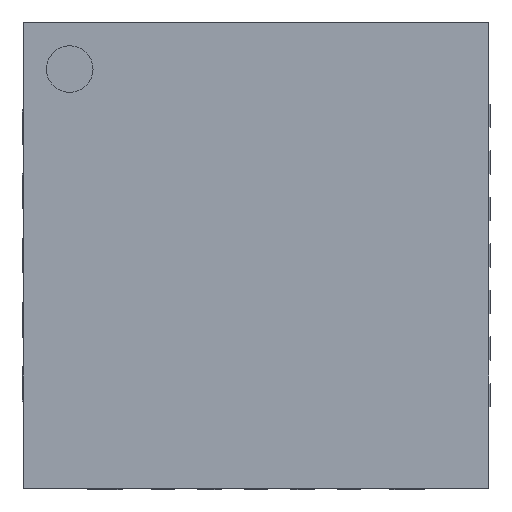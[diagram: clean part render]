
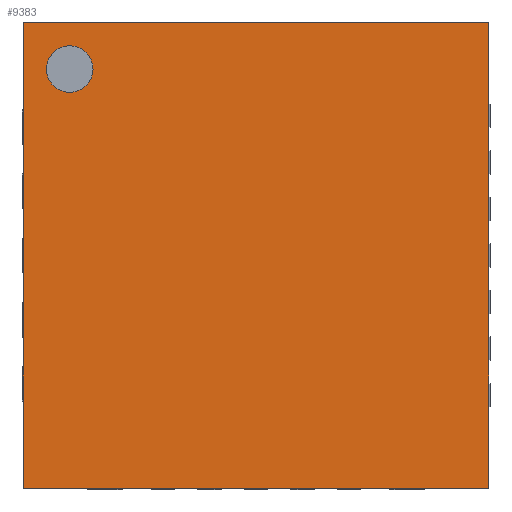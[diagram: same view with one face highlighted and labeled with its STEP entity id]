
A CAD part, top view. The second image highlights one B-rep face of the part: STEP entity #9383.
In plain terms, the highlighted planar face has unit normal (0, 0, 1).
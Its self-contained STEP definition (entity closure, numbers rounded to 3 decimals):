
#9096 = VERTEX_POINT('',#9097);
#9097 = CARTESIAN_POINT('',(-2.,2.,0.9));
#9104 = PLANE('',#9105);
#9105 = AXIS2_PLACEMENT_3D('',#9106,#9107,#9108);
#9106 = CARTESIAN_POINT('',(-2.,2.,0.));
#9107 = DIRECTION('',(0.,1.,0.));
#9108 = DIRECTION('',(1.,0.,0.));
#9116 = PLANE('',#9117);
#9117 = AXIS2_PLACEMENT_3D('',#9118,#9119,#9120);
#9118 = CARTESIAN_POINT('',(-2.,-2.,0.));
#9119 = DIRECTION('',(-1.,0.,0.));
#9120 = DIRECTION('',(0.,1.,0.));
#9128 = EDGE_CURVE('',#9096,#9129,#9131,.T.);
#9129 = VERTEX_POINT('',#9130);
#9130 = CARTESIAN_POINT('',(2.,2.,0.9));
#9131 = SURFACE_CURVE('',#9132,(#9136,#9143),.PCURVE_S1.);
#9132 = LINE('',#9133,#9134);
#9133 = CARTESIAN_POINT('',(-2.,2.,0.9));
#9134 = VECTOR('',#9135,1.);
#9135 = DIRECTION('',(1.,0.,0.));
#9136 = PCURVE('',#9104,#9137);
#9137 = DEFINITIONAL_REPRESENTATION('',(#9138),#9142);
#9138 = LINE('',#9139,#9140);
#9139 = CARTESIAN_POINT('',(0.,-0.9));
#9140 = VECTOR('',#9141,1.);
#9141 = DIRECTION('',(1.,0.));
#9142 = ( GEOMETRIC_REPRESENTATION_CONTEXT(2) 
PARAMETRIC_REPRESENTATION_CONTEXT() REPRESENTATION_CONTEXT('2D SPACE',''
  ) );
#9143 = PCURVE('',#9144,#9149);
#9144 = PLANE('',#9145);
#9145 = AXIS2_PLACEMENT_3D('',#9146,#9147,#9148);
#9146 = CARTESIAN_POINT('',(0.,0.,0.9));
#9147 = DIRECTION('',(-0.,-0.,-1.));
#9148 = DIRECTION('',(-1.,0.,0.));
#9149 = DEFINITIONAL_REPRESENTATION('',(#9150),#9154);
#9150 = LINE('',#9151,#9152);
#9151 = CARTESIAN_POINT('',(2.,2.));
#9152 = VECTOR('',#9153,1.);
#9153 = DIRECTION('',(-1.,0.));
#9154 = ( GEOMETRIC_REPRESENTATION_CONTEXT(2) 
PARAMETRIC_REPRESENTATION_CONTEXT() REPRESENTATION_CONTEXT('2D SPACE',''
  ) );
#9172 = PLANE('',#9173);
#9173 = AXIS2_PLACEMENT_3D('',#9174,#9175,#9176);
#9174 = CARTESIAN_POINT('',(2.,2.,0.));
#9175 = DIRECTION('',(1.,0.,0.));
#9176 = DIRECTION('',(0.,-1.,0.));
#9216 = VERTEX_POINT('',#9217);
#9217 = CARTESIAN_POINT('',(-2.,-2.,0.9));
#9231 = PLANE('',#9232);
#9232 = AXIS2_PLACEMENT_3D('',#9233,#9234,#9235);
#9233 = CARTESIAN_POINT('',(2.,-2.,0.));
#9234 = DIRECTION('',(0.,-1.,0.));
#9235 = DIRECTION('',(-1.,0.,0.));
#9243 = EDGE_CURVE('',#9216,#9096,#9244,.T.);
#9244 = SURFACE_CURVE('',#9245,(#9249,#9256),.PCURVE_S1.);
#9245 = LINE('',#9246,#9247);
#9246 = CARTESIAN_POINT('',(-2.,-2.,0.9));
#9247 = VECTOR('',#9248,1.);
#9248 = DIRECTION('',(0.,1.,0.));
#9249 = PCURVE('',#9116,#9250);
#9250 = DEFINITIONAL_REPRESENTATION('',(#9251),#9255);
#9251 = LINE('',#9252,#9253);
#9252 = CARTESIAN_POINT('',(0.,-0.9));
#9253 = VECTOR('',#9254,1.);
#9254 = DIRECTION('',(1.,0.));
#9255 = ( GEOMETRIC_REPRESENTATION_CONTEXT(2) 
PARAMETRIC_REPRESENTATION_CONTEXT() REPRESENTATION_CONTEXT('2D SPACE',''
  ) );
#9256 = PCURVE('',#9144,#9257);
#9257 = DEFINITIONAL_REPRESENTATION('',(#9258),#9262);
#9258 = LINE('',#9259,#9260);
#9259 = CARTESIAN_POINT('',(2.,-2.));
#9260 = VECTOR('',#9261,1.);
#9261 = DIRECTION('',(0.,1.));
#9262 = ( GEOMETRIC_REPRESENTATION_CONTEXT(2) 
PARAMETRIC_REPRESENTATION_CONTEXT() REPRESENTATION_CONTEXT('2D SPACE',''
  ) );
#9290 = EDGE_CURVE('',#9129,#9291,#9293,.T.);
#9291 = VERTEX_POINT('',#9292);
#9292 = CARTESIAN_POINT('',(2.,-2.,0.9));
#9293 = SURFACE_CURVE('',#9294,(#9298,#9305),.PCURVE_S1.);
#9294 = LINE('',#9295,#9296);
#9295 = CARTESIAN_POINT('',(2.,2.,0.9));
#9296 = VECTOR('',#9297,1.);
#9297 = DIRECTION('',(0.,-1.,0.));
#9298 = PCURVE('',#9172,#9299);
#9299 = DEFINITIONAL_REPRESENTATION('',(#9300),#9304);
#9300 = LINE('',#9301,#9302);
#9301 = CARTESIAN_POINT('',(0.,-0.9));
#9302 = VECTOR('',#9303,1.);
#9303 = DIRECTION('',(1.,0.));
#9304 = ( GEOMETRIC_REPRESENTATION_CONTEXT(2) 
PARAMETRIC_REPRESENTATION_CONTEXT() REPRESENTATION_CONTEXT('2D SPACE',''
  ) );
#9305 = PCURVE('',#9144,#9306);
#9306 = DEFINITIONAL_REPRESENTATION('',(#9307),#9311);
#9307 = LINE('',#9308,#9309);
#9308 = CARTESIAN_POINT('',(-2.,2.));
#9309 = VECTOR('',#9310,1.);
#9310 = DIRECTION('',(0.,-1.));
#9311 = ( GEOMETRIC_REPRESENTATION_CONTEXT(2) 
PARAMETRIC_REPRESENTATION_CONTEXT() REPRESENTATION_CONTEXT('2D SPACE',''
  ) );
#9383 = ADVANCED_FACE('',(#9384,#9410),#9144,.F.);
#9384 = FACE_BOUND('',#9385,.F.);
#9385 = EDGE_LOOP('',(#9386,#9387,#9388,#9409));
#9386 = ORIENTED_EDGE('',*,*,#9128,.T.);
#9387 = ORIENTED_EDGE('',*,*,#9290,.T.);
#9388 = ORIENTED_EDGE('',*,*,#9389,.T.);
#9389 = EDGE_CURVE('',#9291,#9216,#9390,.T.);
#9390 = SURFACE_CURVE('',#9391,(#9395,#9402),.PCURVE_S1.);
#9391 = LINE('',#9392,#9393);
#9392 = CARTESIAN_POINT('',(2.,-2.,0.9));
#9393 = VECTOR('',#9394,1.);
#9394 = DIRECTION('',(-1.,0.,0.));
#9395 = PCURVE('',#9144,#9396);
#9396 = DEFINITIONAL_REPRESENTATION('',(#9397),#9401);
#9397 = LINE('',#9398,#9399);
#9398 = CARTESIAN_POINT('',(-2.,-2.));
#9399 = VECTOR('',#9400,1.);
#9400 = DIRECTION('',(1.,0.));
#9401 = ( GEOMETRIC_REPRESENTATION_CONTEXT(2) 
PARAMETRIC_REPRESENTATION_CONTEXT() REPRESENTATION_CONTEXT('2D SPACE',''
  ) );
#9402 = PCURVE('',#9231,#9403);
#9403 = DEFINITIONAL_REPRESENTATION('',(#9404),#9408);
#9404 = LINE('',#9405,#9406);
#9405 = CARTESIAN_POINT('',(0.,-0.9));
#9406 = VECTOR('',#9407,1.);
#9407 = DIRECTION('',(1.,0.));
#9408 = ( GEOMETRIC_REPRESENTATION_CONTEXT(2) 
PARAMETRIC_REPRESENTATION_CONTEXT() REPRESENTATION_CONTEXT('2D SPACE',''
  ) );
#9409 = ORIENTED_EDGE('',*,*,#9243,.T.);
#9410 = FACE_BOUND('',#9411,.F.);
#9411 = EDGE_LOOP('',(#9412));
#9412 = ORIENTED_EDGE('',*,*,#9413,.T.);
#9413 = EDGE_CURVE('',#9414,#9414,#9416,.T.);
#9414 = VERTEX_POINT('',#9415);
#9415 = CARTESIAN_POINT('',(-1.4,1.6,0.9));
#9416 = SURFACE_CURVE('',#9417,(#9422,#9433),.PCURVE_S1.);
#9417 = CIRCLE('',#9418,0.2);
#9418 = AXIS2_PLACEMENT_3D('',#9419,#9420,#9421);
#9419 = CARTESIAN_POINT('',(-1.6,1.6,0.9));
#9420 = DIRECTION('',(0.,0.,1.));
#9421 = DIRECTION('',(1.,0.,0.));
#9422 = PCURVE('',#9144,#9423);
#9423 = DEFINITIONAL_REPRESENTATION('',(#9424),#9432);
#9424 = ( BOUNDED_CURVE() B_SPLINE_CURVE(2,(#9425,#9426,#9427,#9428,
#9429,#9430,#9431),.UNSPECIFIED.,.T.,.F.) B_SPLINE_CURVE_WITH_KNOTS((1,2
    ,2,2,2,1),(-2.094,0.,2.094,4.189,
6.283,8.378),.UNSPECIFIED.) CURVE() 
GEOMETRIC_REPRESENTATION_ITEM() RATIONAL_B_SPLINE_CURVE((1.,0.5,1.,0.5,
1.,0.5,1.)) REPRESENTATION_ITEM('') );
#9425 = CARTESIAN_POINT('',(1.4,1.6));
#9426 = CARTESIAN_POINT('',(1.4,1.946));
#9427 = CARTESIAN_POINT('',(1.7,1.773));
#9428 = CARTESIAN_POINT('',(2.,1.6));
#9429 = CARTESIAN_POINT('',(1.7,1.427));
#9430 = CARTESIAN_POINT('',(1.4,1.254));
#9431 = CARTESIAN_POINT('',(1.4,1.6));
#9432 = ( GEOMETRIC_REPRESENTATION_CONTEXT(2) 
PARAMETRIC_REPRESENTATION_CONTEXT() REPRESENTATION_CONTEXT('2D SPACE',''
  ) );
#9433 = PCURVE('',#9434,#9439);
#9434 = CYLINDRICAL_SURFACE('',#9435,0.2);
#9435 = AXIS2_PLACEMENT_3D('',#9436,#9437,#9438);
#9436 = CARTESIAN_POINT('',(-1.6,1.6,0.9));
#9437 = DIRECTION('',(0.,0.,1.));
#9438 = DIRECTION('',(1.,0.,0.));
#9439 = DEFINITIONAL_REPRESENTATION('',(#9440),#9444);
#9440 = LINE('',#9441,#9442);
#9441 = CARTESIAN_POINT('',(0.,0.));
#9442 = VECTOR('',#9443,1.);
#9443 = DIRECTION('',(1.,0.));
#9444 = ( GEOMETRIC_REPRESENTATION_CONTEXT(2) 
PARAMETRIC_REPRESENTATION_CONTEXT() REPRESENTATION_CONTEXT('2D SPACE',''
  ) );
